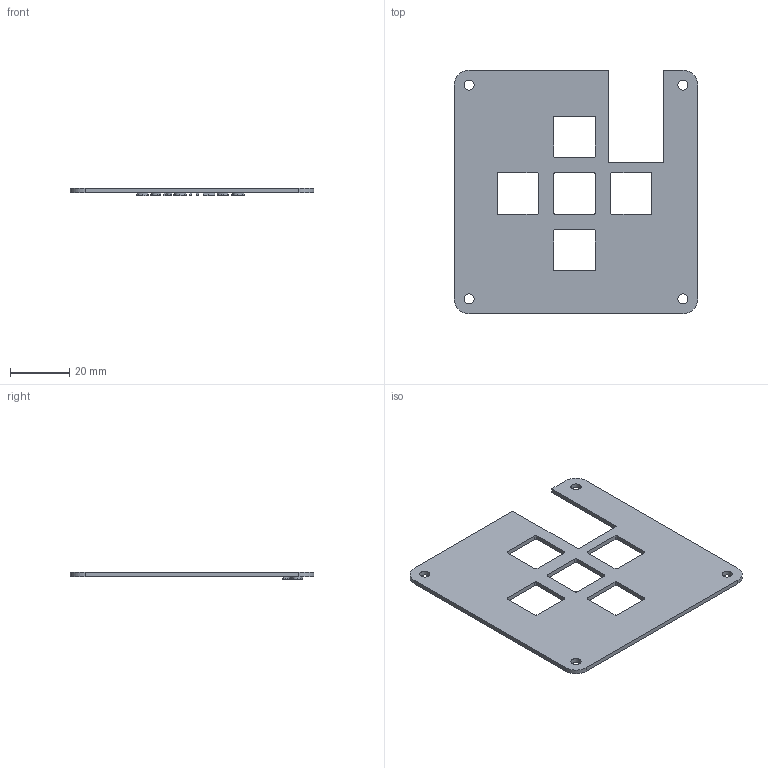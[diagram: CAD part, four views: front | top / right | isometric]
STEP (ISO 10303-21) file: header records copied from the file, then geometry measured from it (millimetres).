
FILE_DESCRIPTION(/* description */ ('STEP AP242','CAx-IF Rec.Pracs.---Representation and Presentation of Product Manufacturing Information (PMI)---4.0---2014-10-13','CAx-IF Rec.Pracs.---3D Tessellated Geometry---0.4---2014-09-14','2;1'),/* implementation_level */ '2;1');
FILE_NAME(/* name */ '67dbb29fd3499679a5765c2a',/* time_stamp */ '2025-03-20T06:16:00Z',/* author */ (''),/* organization */ (''),/* preprocessor_version */ 'ST-DEVELOPER v20',/* originating_system */ 'ONSHAPE BY PTC INC, 1.195',/* authorisation */ ' ');
FILE_SCHEMA (('AP242_MANAGED_MODEL_BASED_3D_ENGINEERING_MIM_LF { 1 0 10303 442 1 1 4 }'));
Length unit declared in the file: metre
Products named in the file (1): Part 1
Bounding box: 81.91 x 81.91 x 2.5 mm (x, y, z)
Volume: 7714 mm3; surface area: 11449.6 mm2
Topology: 1 solids, 1 shells, 215 faces, 600 edges, 400 vertices
Faces by surface type: plane 89, bspline 88, cylinder 38
Full cylindrical faces by diameter (mm): 3.4 x4
Entity records: 7220 total; most frequent: CARTESIAN_POINT 2180, ORIENTED_EDGE 1192, DIRECTION 752, EDGE_CURVE 596, VERTEX_POINT 400, LINE 344, VECTOR 344, EDGE_LOOP 250
